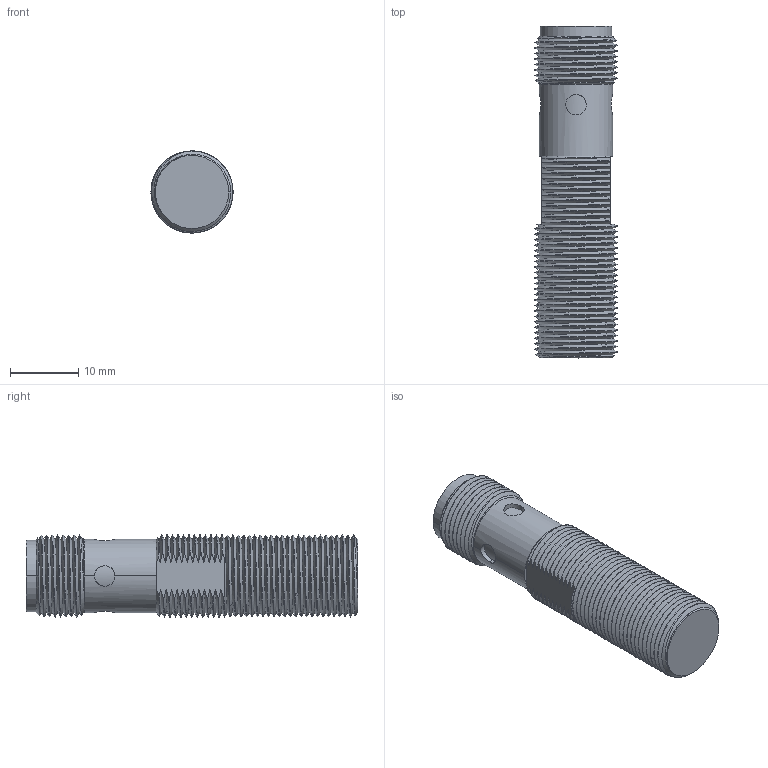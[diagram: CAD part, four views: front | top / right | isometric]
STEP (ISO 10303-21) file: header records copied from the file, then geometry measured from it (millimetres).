
FILE_DESCRIPTION((''),'2;1');
FILE_NAME('OCN1-1204X-XRS4','2017-02-24T',('Administrator'),(''),'PRO/ENGINEER BY PARAMETRIC TECHNOLOGY CORPORATION, 2007170','PRO/ENGINEER BY PARAMETRIC TECHNOLOGY CORPORATION, 2007170','');
FILE_SCHEMA(('CONFIG_CONTROL_DESIGN'));
Length unit declared in the file: millimetre
Products named in the file (1): OCN1-1204X-XRS4
Bounding box: 12 x 48.5 x 12 mm (x, y, z)
Volume: 4224.6 mm3; surface area: 3358.8 mm2
Topology: 1 solids, 1 shells, 215 faces, 593 edges, 380 vertices
Faces by surface type: cylinder 110, bspline 75, plane 13, cone 9, sphere 8
Entity records: 29290 total; most frequent: CARTESIAN_POINT 24743, ORIENTED_EDGE 1170, EDGE_CURVE 585, DIRECTION 548, VERTEX_POINT 380, B_SPLINE_CURVE_WITH_KNOTS 368, EDGE_LOOP 223, FACE_OUTER_BOUND 215
